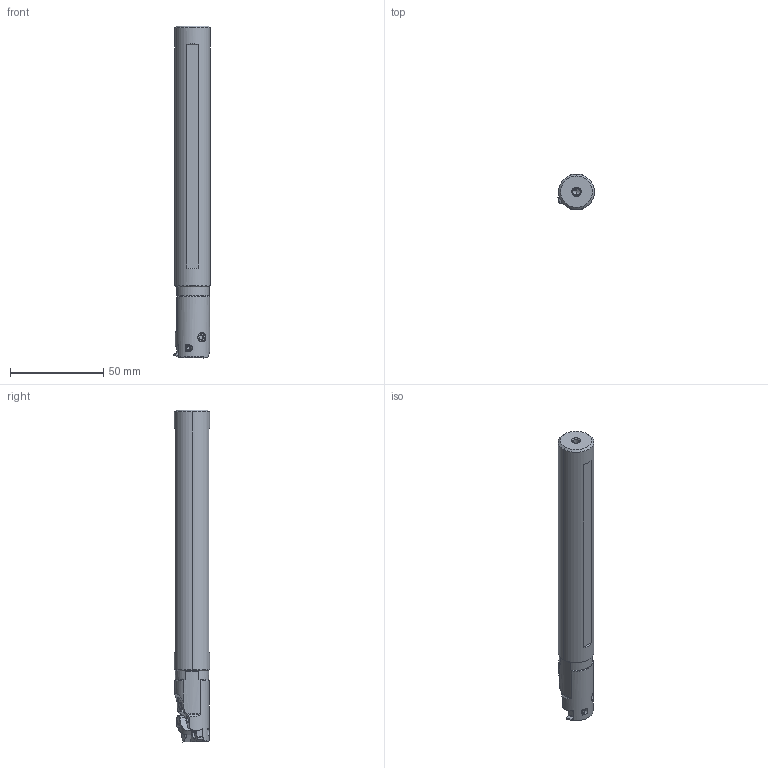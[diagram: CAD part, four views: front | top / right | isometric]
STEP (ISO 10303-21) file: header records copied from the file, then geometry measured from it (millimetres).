
FILE_DESCRIPTION(/* description */ (''),/* implementation_level */ '2;1');
FILE_NAME(/* name */ 'MMTIR123-0_90-1_5-C.stp',/* time_stamp */ '2021-04-05T08:19:26+09:00',/* author */ (''),/* organization */ (''),/* preprocessor_version */ 'ST-DEVELOPER v16',/* originating_system */ 'SIEMENS PLM Software NX 10.0',/* authorisation */ '');
FILE_SCHEMA (('AUTOMOTIVE_DESIGN { 1 0 10303 214 3 1 1 1 }'));
Length unit declared in the file: millimetre
Products named in the file (1): MMTIR123-0_90-1_5-C_ASM
Bounding box: 19.59 x 19.05 x 177.93 mm (x, y, z)
Volume: 45514.6 mm3; surface area: 14660.4 mm2
Topology: 7 solids, 7 shells, 257 faces, 743 edges, 505 vertices
Faces by surface type: cylinder 108, plane 100, cone 41, torus 8
Entity records: 9631 total; most frequent: CARTESIAN_POINT 2424, DIRECTION 1555, ORIENTED_EDGE 1474, EDGE_CURVE 737, AXIS2_PLACEMENT_3D 621, VERTEX_POINT 502, CIRCLE 314, LINE 313
